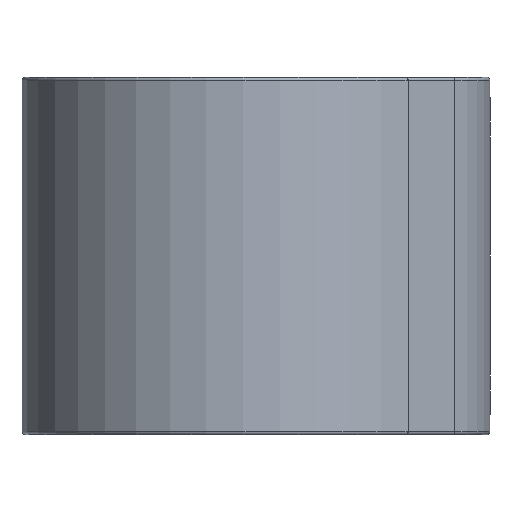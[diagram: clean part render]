
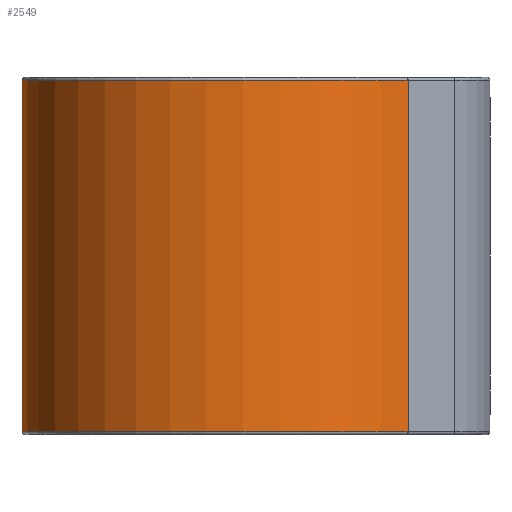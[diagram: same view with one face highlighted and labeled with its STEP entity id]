
A CAD part, left-side view. The second image highlights one B-rep face of the part: STEP entity #2549.
In plain terms, the highlighted cylindrical face has radius 7.85 mm (diameter 15.7 mm), a partial arc.
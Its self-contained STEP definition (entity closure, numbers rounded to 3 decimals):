
#479=DIRECTION('',(0.,0.,1.));
#480=VECTOR('',#479,12.5);
#481=CARTESIAN_POINT('',(-5.192,-5.888,-6.25));
#482=LINE('',#481,#480);
#483=CARTESIAN_POINT('',(0.,0.,6.25));
#484=DIRECTION('',(0.,0.,1.));
#485=DIRECTION('',(0.714,0.7,0.));
#486=AXIS2_PLACEMENT_3D('',#483,#484,#485);
#488=CARTESIAN_POINT('',(0.,0.,-6.25));
#489=DIRECTION('',(0.,0.,-1.));
#490=DIRECTION('',(-0.661,-0.75,0.));
#491=AXIS2_PLACEMENT_3D('',#488,#489,#490);
#493=DIRECTION('',(0.,0.,1.));
#494=VECTOR('',#493,12.5);
#495=CARTESIAN_POINT('',(5.606,5.495,-6.25));
#496=LINE('',#495,#494);
#1677=CARTESIAN_POINT('',(5.606,5.495,6.25));
#1679=VERTEX_POINT('',#1677);
#1682=CARTESIAN_POINT('',(-5.192,-5.888,6.25));
#1683=VERTEX_POINT('',#1682);
#1718=CARTESIAN_POINT('',(-5.192,-5.888,-6.25));
#1719=VERTEX_POINT('',#1718);
#1722=CARTESIAN_POINT('',(5.606,5.495,-6.25));
#1723=VERTEX_POINT('',#1722);
#2537=CARTESIAN_POINT('',(0.,0.,-6.35));
#2538=DIRECTION('',(0.,0.,1.));
#2539=DIRECTION('',(1.,0.,0.));
#2540=AXIS2_PLACEMENT_3D('',#2537,#2538,#2539);
#2541=CYLINDRICAL_SURFACE('',#2540,7.85);
#2542=ORIENTED_EDGE('',*,*,#2385,.T.);
#2543=ORIENTED_EDGE('',*,*,#2532,.F.);
#2544=ORIENTED_EDGE('',*,*,#2023,.T.);
#2546=ORIENTED_EDGE('',*,*,#2545,.T.);
#2547=EDGE_LOOP('',(#2542,#2543,#2544,#2546));
#2548=FACE_OUTER_BOUND('',#2547,.F.);
#2549=ADVANCED_FACE('',(#2548),#2541,.T.);
#487=CIRCLE('',#486,7.85);
#492=CIRCLE('',#491,7.85);
#2023=EDGE_CURVE('',#1719,#1723,#492,.T.);
#2385=EDGE_CURVE('',#1679,#1683,#487,.T.);
#2532=EDGE_CURVE('',#1719,#1683,#482,.T.);
#2545=EDGE_CURVE('',#1723,#1679,#496,.T.);
